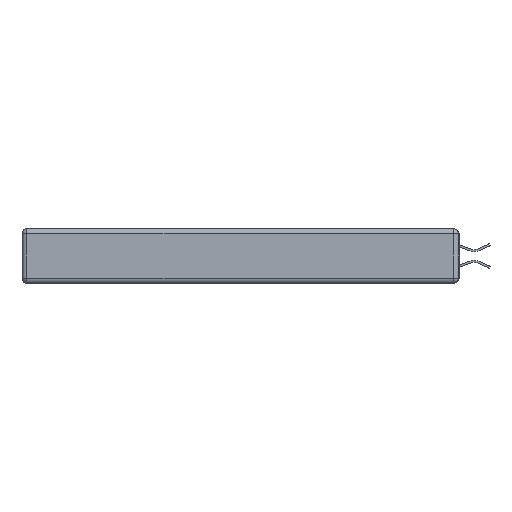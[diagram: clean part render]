
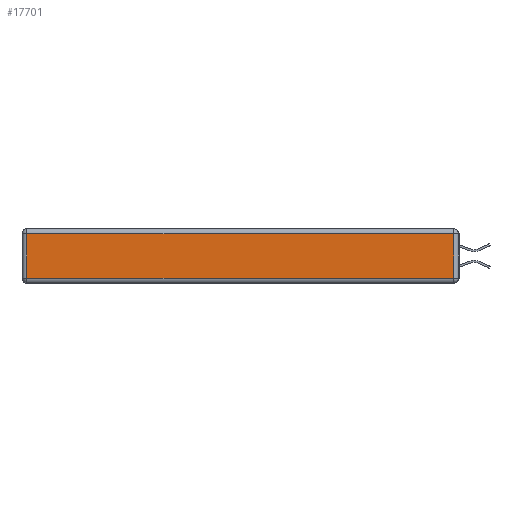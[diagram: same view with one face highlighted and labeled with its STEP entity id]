
A CAD part, left-side view. The second image highlights one B-rep face of the part: STEP entity #17701.
In plain terms, the highlighted planar face has unit normal (-1, 0, 0).
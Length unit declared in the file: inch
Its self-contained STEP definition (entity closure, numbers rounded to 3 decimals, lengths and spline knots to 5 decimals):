
#678 = VERTEX_POINT ( 'NONE', #5353 ) ;
#1088 = VECTOR ( 'NONE', #18789, 39.37008 ) ;
#1262 = DIRECTION ( 'NONE',  ( 0., -1., 0. ) ) ;
#1796 = DIRECTION ( 'NONE',  ( -1., 0., 0. ) ) ;
#1877 = CARTESIAN_POINT ( 'NONE',  ( 0., 0.03, -0.313 ) ) ;
#1884 = CARTESIAN_POINT ( 'NONE',  ( 0., 0.03, -0.343 ) ) ;
#2390 = ORIENTED_EDGE ( 'NONE', *, *, #11483, .T. ) ;
#2416 = EDGE_CURVE ( 'NONE', #4837, #16864, #3781, .T. ) ;
#3781 = LINE ( 'NONE', #1884, #7253 ) ;
#4837 = VERTEX_POINT ( 'NONE', #1877 ) ;
#5353 = CARTESIAN_POINT ( 'NONE',  ( 0., 2.72, -0.313 ) ) ;
#5619 = FACE_OUTER_BOUND ( 'NONE', #6918, .T. ) ;
#5730 = CARTESIAN_POINT ( 'NONE',  ( 0., 0.03, -0.03 ) ) ;
#6918 = EDGE_LOOP ( 'NONE', ( #18517, #8365, #2390, #19211 ) ) ;
#7253 = VECTOR ( 'NONE', #17792, 39.37008 ) ;
#8140 = PLANE ( 'NONE',  #17467 ) ;
#8365 = ORIENTED_EDGE ( 'NONE', *, *, #2416, .T. ) ;
#8816 = LINE ( 'NONE', #16275, #19520 ) ;
#9505 = LINE ( 'NONE', #14258, #1088 ) ;
#9822 = VECTOR ( 'NONE', #1262, 39.37008 ) ;
#10596 = CARTESIAN_POINT ( 'NONE',  ( 0., 0., -0.313 ) ) ;
#11483 = EDGE_CURVE ( 'NONE', #16864, #14088, #9505, .T. ) ;
#11842 = EDGE_CURVE ( 'NONE', #678, #4837, #15309, .T. ) ;
#12868 = CARTESIAN_POINT ( 'NONE',  ( 0., 0., -0.343 ) ) ;
#14088 = VERTEX_POINT ( 'NONE', #20579 ) ;
#14258 = CARTESIAN_POINT ( 'NONE',  ( 0., 2.75, -0.03 ) ) ;
#14458 = DIRECTION ( 'NONE',  ( 0., 0., 1. ) ) ;
#15309 = LINE ( 'NONE', #10596, #9822 ) ;
#16275 = CARTESIAN_POINT ( 'NONE',  ( 0., 2.72, -0.343 ) ) ;
#16864 = VERTEX_POINT ( 'NONE', #5730 ) ;
#17467 = AXIS2_PLACEMENT_3D ( 'NONE', #12868, #1796, #14458 ) ;
#17701 = ADVANCED_FACE ( 'NONE', ( #5619 ), #8140, .T. ) ;
#17792 = DIRECTION ( 'NONE',  ( 0., 0., 1. ) ) ;
#18232 = DIRECTION ( 'NONE',  ( 0., 0., -1. ) ) ;
#18517 = ORIENTED_EDGE ( 'NONE', *, *, #11842, .T. ) ;
#18789 = DIRECTION ( 'NONE',  ( 0., 1., 0. ) ) ;
#19211 = ORIENTED_EDGE ( 'NONE', *, *, #19332, .T. ) ;
#19332 = EDGE_CURVE ( 'NONE', #14088, #678, #8816, .T. ) ;
#19520 = VECTOR ( 'NONE', #18232, 39.37008 ) ;
#20579 = CARTESIAN_POINT ( 'NONE',  ( 0., 2.72, -0.03 ) ) ;
